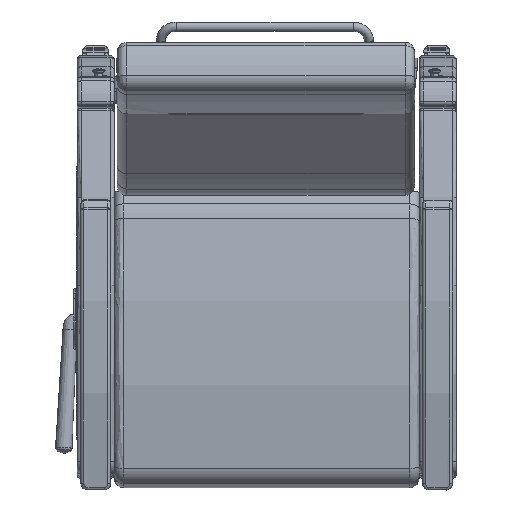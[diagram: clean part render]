
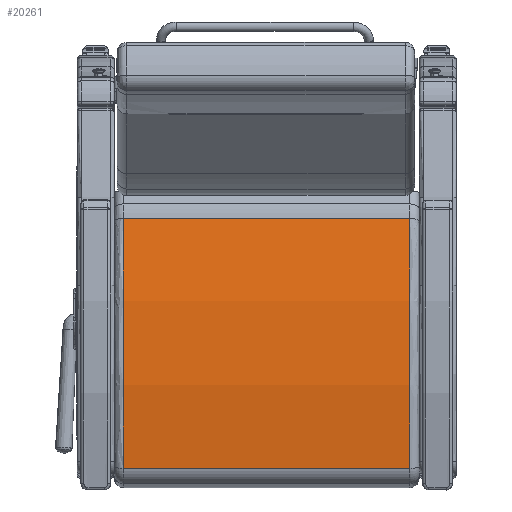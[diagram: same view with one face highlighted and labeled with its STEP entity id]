
A CAD part, front view. The second image highlights one B-rep face of the part: STEP entity #20261.
In plain terms, the highlighted free-form (B-spline) face has degree [1, 2] with [2, 3] control points.
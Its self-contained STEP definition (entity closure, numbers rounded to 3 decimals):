
#778=(
BOUNDED_SURFACE()
B_SPLINE_SURFACE(1,2,((#30726,#30727,#30728),(#30729,#30730,#30731)),
 .UNSPECIFIED.,.F.,.F.,.F.)
B_SPLINE_SURFACE_WITH_KNOTS((2,2),(3,3),(-0.193,0.193),
(1.362,1.699),.UNSPECIFIED.)
GEOMETRIC_REPRESENTATION_ITEM()
RATIONAL_B_SPLINE_SURFACE(((1.,0.986,1.),(1.,0.986,
1.)))
REPRESENTATION_ITEM('')
SURFACE()
);
#1342=ELLIPSE('',#21855,60.054,60.);
#1352=ELLIPSE('',#21883,60.054,60.);
#2300=FACE_OUTER_BOUND('',#3495,.T.);
#3495=EDGE_LOOP('',(#14234,#14235,#14236,#14237));
#4858=LINE('',#30724,#6290);
#4859=LINE('',#30733,#6291);
#6290=VECTOR('',#24382,0.394);
#6291=VECTOR('',#24385,0.394);
#8842=VERTEX_POINT('',#30516);
#8843=VERTEX_POINT('',#30517);
#8868=VERTEX_POINT('',#30723);
#8869=VERTEX_POINT('',#30732);
#11025=EDGE_CURVE('',#8842,#8843,#1342,.T.);
#11063=EDGE_CURVE('',#8843,#8868,#4858,.T.);
#11065=EDGE_CURVE('',#8842,#8869,#4859,.T.);
#11066=EDGE_CURVE('',#8868,#8869,#1352,.T.);
#14234=ORIENTED_EDGE('',*,*,#11025,.F.);
#14235=ORIENTED_EDGE('',*,*,#11065,.T.);
#14236=ORIENTED_EDGE('',*,*,#11066,.F.);
#14237=ORIENTED_EDGE('',*,*,#11063,.F.);
#20261=ADVANCED_FACE('',(#2300),#778,.F.);
#21855=AXIS2_PLACEMENT_3D('',#30518,#24314,#24315);
#21883=AXIS2_PLACEMENT_3D('',#30734,#24386,#24387);
#24314=DIRECTION('center_axis',(0.,0.,-1.));
#24315=DIRECTION('ref_axis',(1.,0.,0.));
#24382=DIRECTION('',(0.,0.,1.));
#24385=DIRECTION('',(0.,0.,1.));
#24386=DIRECTION('center_axis',(0.,0.,1.));
#24387=DIRECTION('ref_axis',(1.,0.,0.));
#30516=CARTESIAN_POINT('',(-10.045,1.256,-11.563));
#30517=CARTESIAN_POINT('',(10.111,0.445,-11.563));
#30518=CARTESIAN_POINT('Origin',(-2.35,-58.249,-11.563));
#30723=CARTESIAN_POINT('',(10.111,0.445,11.563));
#30724=CARTESIAN_POINT('',(10.111,0.445,0.));
#30726=CARTESIAN_POINT('Ctrl Pts',(10.111,0.445,-11.563));
#30727=CARTESIAN_POINT('Ctrl Pts',(0.103,2.566,-11.563));
#30728=CARTESIAN_POINT('Ctrl Pts',(-10.045,1.256,-11.563));
#30729=CARTESIAN_POINT('Ctrl Pts',(10.111,0.445,11.563));
#30730=CARTESIAN_POINT('Ctrl Pts',(0.103,2.566,11.563));
#30731=CARTESIAN_POINT('Ctrl Pts',(-10.045,1.256,11.563));
#30732=CARTESIAN_POINT('',(-10.045,1.256,11.563));
#30733=CARTESIAN_POINT('',(-10.045,1.256,0.));
#30734=CARTESIAN_POINT('Origin',(-2.35,-58.249,11.563));
